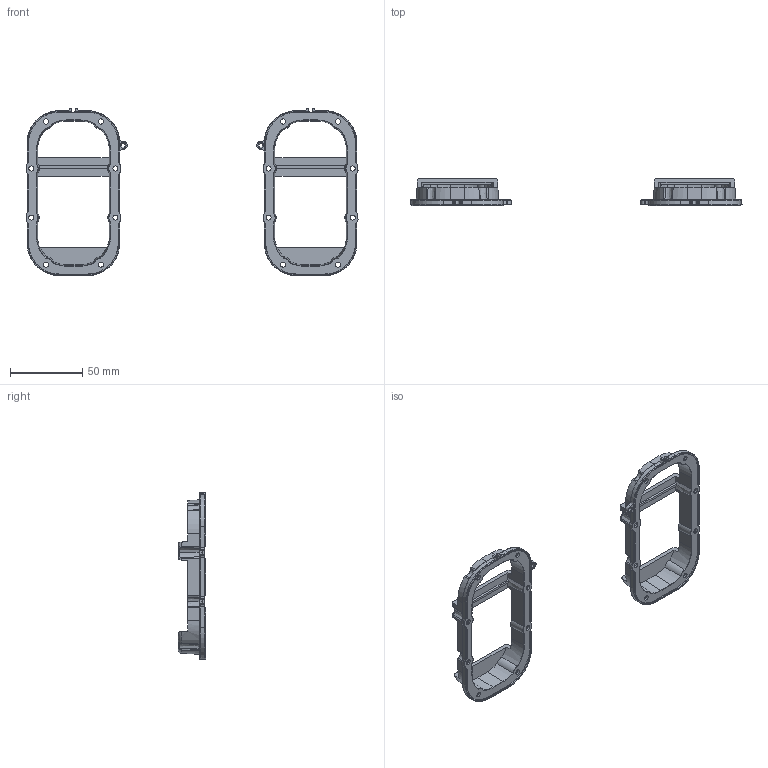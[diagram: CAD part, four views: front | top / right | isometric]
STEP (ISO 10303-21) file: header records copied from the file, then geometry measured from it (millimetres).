
FILE_DESCRIPTION(/* description */ (''),/* implementation_level */ '2;1');
FILE_NAME(/* name */ 'MYND Print parts PR Frame',/* time_stamp */ '2024-10-09T14:38:04+02:00',/* author */ (''),/* organization */ (''),/* preprocessor_version */ 'ST-DEVELOPER v19.2',/* originating_system */ 'Rhino 8.2',/* authorisation */ '');
FILE_SCHEMA (('CONFIG_CONTROL_DESIGN'));
Length unit declared in the file: millimetre
Products named in the file (1): Document
Bounding box: 229.6 x 19 x 115.49 mm (x, y, z)
Volume: 34834.3 mm3; surface area: 30722.5 mm2
Topology: 2 solids, 2 shells, 743 faces, 1930 edges, 1184 vertices
Faces by surface type: bspline 376, cylinder 187, plane 180
Entity records: 43031 total; most frequent: CARTESIAN_POINT 27267, ORIENTED_EDGE 3852, DIRECTION 2055, EDGE_CURVE 1926, AXIS2_PLACEMENT_3D 1211, VERTEX_POINT 1184, B_SPLINE_CURVE_WITH_KNOTS 1080, TRIMMED_CURVE 842
